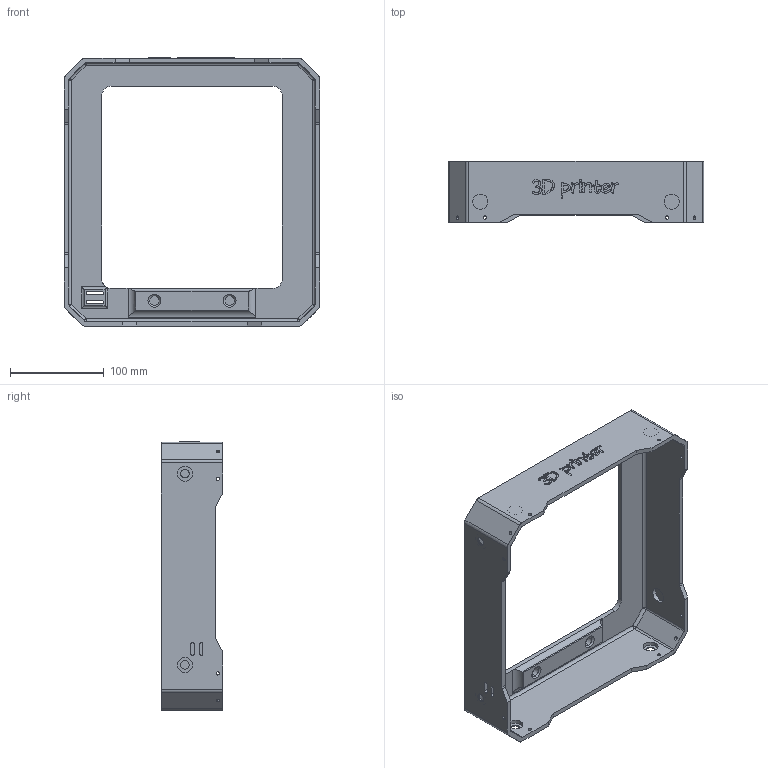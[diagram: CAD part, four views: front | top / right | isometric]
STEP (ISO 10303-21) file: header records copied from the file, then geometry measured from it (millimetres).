
FILE_DESCRIPTION (( 'STEP AP203' ), '1' );
FILE_NAME ('奻裔.step', '2020-08-13T07:33:31', ( '' ), ( '' ), 'SwSTEP 2.0', 'SolidWorks 2018', '' );
FILE_SCHEMA (( 'CONFIG_CONTROL_DESIGN' ));
Length unit declared in the file: millimetre
Products named in the file (1): 奻裔
Bounding box: 272 x 65 x 285.3 mm (x, y, z)
Volume: 485185.6 mm3; surface area: 200920.8 mm2
Topology: 1 solids, 1 shells, 1049 faces, 3045 edges, 2014 vertices
Faces by surface type: plane 931, cylinder 106, sphere 8, cone 4
Entity records: 34135 total; most frequent: CARTESIAN_POINT 6187, ORIENTED_EDGE 6074, DIRECTION 5316, EDGE_CURVE 3037, VECTOR 2826, LINE 2826, VERTEX_POINT 2014, AXIS2_PLACEMENT_3D 1245
